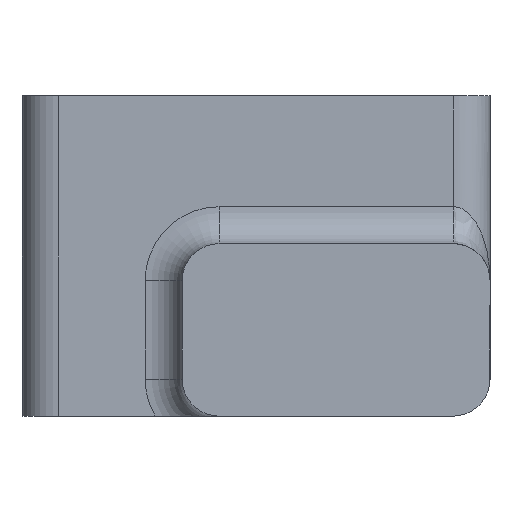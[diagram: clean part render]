
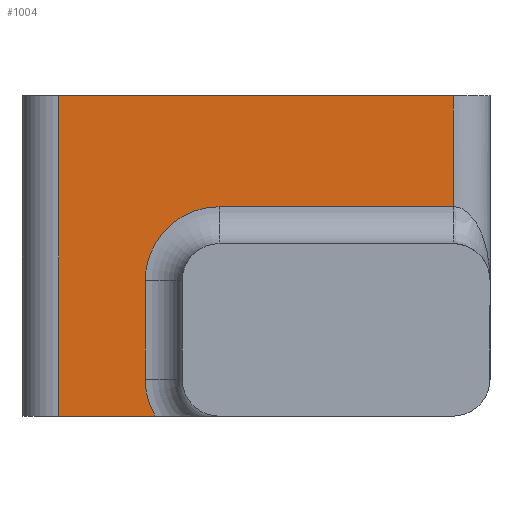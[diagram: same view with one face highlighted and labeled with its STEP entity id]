
A CAD part, front view. The second image highlights one B-rep face of the part: STEP entity #1004.
In plain terms, the highlighted planar face has unit normal (0, -1, 0).
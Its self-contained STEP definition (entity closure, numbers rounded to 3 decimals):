
#68 = DIRECTION ( 'NONE',  ( 1., 0., 0. ) ) ;
#96 = LINE ( 'NONE', #253, #1726 ) ;
#116 = CARTESIAN_POINT ( 'NONE',  ( -1., -5., 2.5 ) ) ;
#141 = CARTESIAN_POINT ( 'NONE',  ( 18., -5., 0. ) ) ;
#169 = VERTEX_POINT ( 'NONE', #1909 ) ;
#188 = DIRECTION ( 'NONE',  ( 0., -1., 0. ) ) ;
#190 = VERTEX_POINT ( 'NONE', #1498 ) ;
#233 = DIRECTION ( 'NONE',  ( 0., 0., -1. ) ) ;
#253 = CARTESIAN_POINT ( 'NONE',  ( -21., -5., -14.5 ) ) ;
#257 = VERTEX_POINT ( 'NONE', #297 ) ;
#294 = LINE ( 'NONE', #141, #2118 ) ;
#297 = CARTESIAN_POINT ( 'NONE',  ( -14., -5., -14.5 ) ) ;
#339 = LINE ( 'NONE', #1750, #542 ) ;
#409 = ORIENTED_EDGE ( 'NONE', *, *, #1388, .T. ) ;
#448 = CIRCLE ( 'NONE', #2048, 6. ) ;
#476 = CARTESIAN_POINT ( 'NONE',  ( 18., -5., 2.5 ) ) ;
#484 = EDGE_LOOP ( 'NONE', ( #1533, #1754, #1840, #847, #1153, #409, #1244, #1642 ) ) ;
#505 = DIRECTION ( 'NONE',  ( 0., 0., 1. ) ) ;
#542 = VECTOR ( 'NONE', #656, 1000. ) ;
#556 = DIRECTION ( 'NONE',  ( 0., 0., -1. ) ) ;
#649 = VERTEX_POINT ( 'NONE', #1723 ) ;
#652 = VERTEX_POINT ( 'NONE', #838 ) ;
#656 = DIRECTION ( 'NONE',  ( 1., 0., 0. ) ) ;
#723 = CIRCLE ( 'NONE', #1802, 6. ) ;
#726 = VECTOR ( 'NONE', #1071, 1000. ) ;
#749 = VECTOR ( 'NONE', #1176, 1000. ) ;
#771 = DIRECTION ( 'NONE',  ( 0., 0., -1. ) ) ;
#822 = EDGE_CURVE ( 'NONE', #652, #2146, #448, .T. ) ;
#830 = LINE ( 'NONE', #1553, #749 ) ;
#838 = CARTESIAN_POINT ( 'NONE',  ( -7., -5., -3.5 ) ) ;
#847 = ORIENTED_EDGE ( 'NONE', *, *, #976, .F. ) ;
#948 = DIRECTION ( 'NONE',  ( 0., 0., -1. ) ) ;
#971 = CARTESIAN_POINT ( 'NONE',  ( -14., -5., -14.5 ) ) ;
#976 = EDGE_CURVE ( 'NONE', #649, #190, #1602, .T. ) ;
#1004 = ADVANCED_FACE ( 'NONE', ( #1439 ), #2148, .T. ) ;
#1071 = DIRECTION ( 'NONE',  ( 1., 0., 0. ) ) ;
#1095 = CARTESIAN_POINT ( 'NONE',  ( -1., -5., -11.5 ) ) ;
#1153 = ORIENTED_EDGE ( 'NONE', *, *, #1807, .T. ) ;
#1162 = CARTESIAN_POINT ( 'NONE',  ( -6.196, -5., -14.5 ) ) ;
#1176 = DIRECTION ( 'NONE',  ( 0., 0., 1. ) ) ;
#1179 = EDGE_CURVE ( 'NONE', #1892, #169, #723, .T. ) ;
#1244 = ORIENTED_EDGE ( 'NONE', *, *, #1179, .T. ) ;
#1243 = CARTESIAN_POINT ( 'NONE',  ( -17., -5., 11.5 ) ) ;
#1388 = EDGE_CURVE ( 'NONE', #257, #1892, #96, .T. ) ;
#1422 = AXIS2_PLACEMENT_3D ( 'NONE', #1963, #188, #556 ) ;
#1439 = FACE_OUTER_BOUND ( 'NONE', #484, .T. ) ;
#1491 = CARTESIAN_POINT ( 'NONE',  ( -1., -5., -3.5 ) ) ;
#1498 = CARTESIAN_POINT ( 'NONE',  ( 18., -5., 11.5 ) ) ;
#1533 = ORIENTED_EDGE ( 'NONE', *, *, #822, .T. ) ;
#1553 = CARTESIAN_POINT ( 'NONE',  ( -7., -5., 0. ) ) ;
#1588 = EDGE_CURVE ( 'NONE', #2146, #1967, #339, .T. ) ;
#1602 = LINE ( 'NONE', #1243, #726 ) ;
#1642 = ORIENTED_EDGE ( 'NONE', *, *, #2259, .T. ) ;
#1699 = DIRECTION ( 'NONE',  ( 0., 1., 0. ) ) ;
#1723 = CARTESIAN_POINT ( 'NONE',  ( -14., -5., 11.5 ) ) ;
#1726 = VECTOR ( 'NONE', #68, 1000. ) ;
#1750 = CARTESIAN_POINT ( 'NONE',  ( 18., -5., 2.5 ) ) ;
#1754 = ORIENTED_EDGE ( 'NONE', *, *, #1588, .T. ) ;
#1799 = DIRECTION ( 'NONE',  ( 0., 1., 0. ) ) ;
#1802 = AXIS2_PLACEMENT_3D ( 'NONE', #1095, #1799, #233 ) ;
#1807 = EDGE_CURVE ( 'NONE', #649, #257, #2018, .T. ) ;
#1840 = ORIENTED_EDGE ( 'NONE', *, *, #2138, .T. ) ;
#1892 = VERTEX_POINT ( 'NONE', #1162 ) ;
#1909 = CARTESIAN_POINT ( 'NONE',  ( -7., -5., -11.5 ) ) ;
#1963 = CARTESIAN_POINT ( 'NONE',  ( 0., -5., 0. ) ) ;
#1967 = VERTEX_POINT ( 'NONE', #476 ) ;
#2018 = LINE ( 'NONE', #971, #2063 ) ;
#2048 = AXIS2_PLACEMENT_3D ( 'NONE', #1491, #1699, #771 ) ;
#2063 = VECTOR ( 'NONE', #948, 1000. ) ;
#2118 = VECTOR ( 'NONE', #505, 1000. ) ;
#2138 = EDGE_CURVE ( 'NONE', #1967, #190, #294, .T. ) ;
#2146 = VERTEX_POINT ( 'NONE', #116 ) ;
#2148 = PLANE ( 'NONE',  #1422 ) ;
#2259 = EDGE_CURVE ( 'NONE', #169, #652, #830, .T. ) ;
